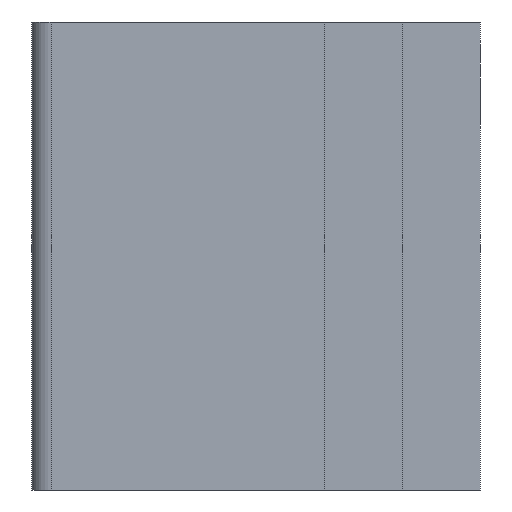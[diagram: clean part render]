
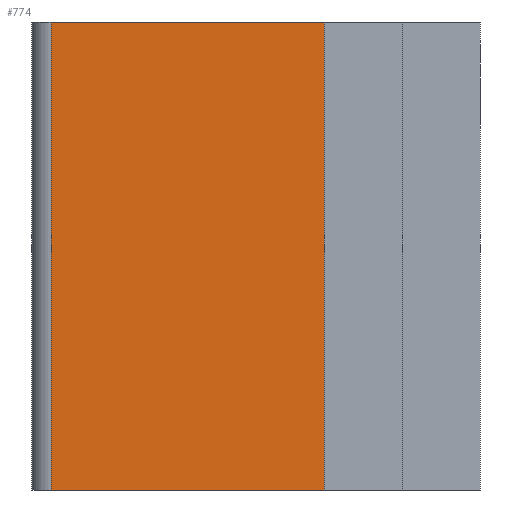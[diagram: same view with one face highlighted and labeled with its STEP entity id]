
A CAD part, left-side view. The second image highlights one B-rep face of the part: STEP entity #774.
In plain terms, the highlighted planar face has unit normal (-1, 0, 0).
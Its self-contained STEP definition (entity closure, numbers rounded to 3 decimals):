
#99=FACE_OUTER_BOUND('',#142,.T.);
#142=EDGE_LOOP('',(#695,#696,#697,#698));
#190=LINE('',#1195,#277);
#196=LINE('',#1218,#283);
#199=LINE('',#1225,#286);
#230=LINE('',#1297,#317);
#277=VECTOR('',#970,10.);
#283=VECTOR('',#990,10.);
#286=VECTOR('',#997,10.);
#317=VECTOR('',#1072,10.);
#355=VERTEX_POINT('',#1192);
#356=VERTEX_POINT('',#1194);
#365=VERTEX_POINT('',#1214);
#368=VERTEX_POINT('',#1224);
#440=EDGE_CURVE('',#355,#356,#190,.T.);
#452=EDGE_CURVE('',#356,#365,#196,.T.);
#455=EDGE_CURVE('',#365,#368,#199,.T.);
#492=EDGE_CURVE('',#368,#355,#230,.T.);
#695=ORIENTED_EDGE('',*,*,#452,.F.);
#696=ORIENTED_EDGE('',*,*,#440,.F.);
#697=ORIENTED_EDGE('',*,*,#492,.F.);
#698=ORIENTED_EDGE('',*,*,#455,.F.);
#733=PLANE('',#862);
#774=ADVANCED_FACE('',(#99),#733,.T.);
#862=AXIS2_PLACEMENT_3D('',#1298,#1073,#1074);
#970=DIRECTION('',(0.,1.,0.));
#990=DIRECTION('',(0.,0.,1.));
#997=DIRECTION('',(0.,-1.,0.));
#1072=DIRECTION('',(0.,0.,-1.));
#1073=DIRECTION('center_axis',(-1.,0.,0.));
#1074=DIRECTION('ref_axis',(0.,0.,1.));
#1192=CARTESIAN_POINT('',(-25.5,-0.5,-5.5));
#1194=CARTESIAN_POINT('',(-25.5,6.5,-5.5));
#1195=CARTESIAN_POINT('',(-25.5,0.,-5.5));
#1214=CARTESIAN_POINT('',(-25.5,6.5,6.5));
#1218=CARTESIAN_POINT('',(-25.5,6.5,-3.));
#1224=CARTESIAN_POINT('',(-25.5,-0.5,6.5));
#1225=CARTESIAN_POINT('',(-25.5,0.,6.5));
#1297=CARTESIAN_POINT('',(-25.5,-0.5,6.5));
#1298=CARTESIAN_POINT('Origin',(-25.5,0.,-6.5));
